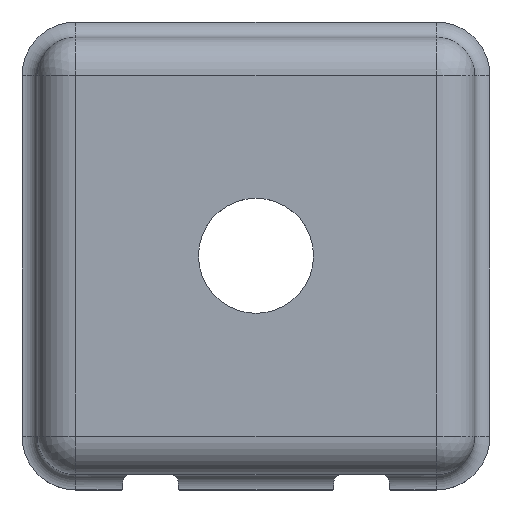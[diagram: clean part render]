
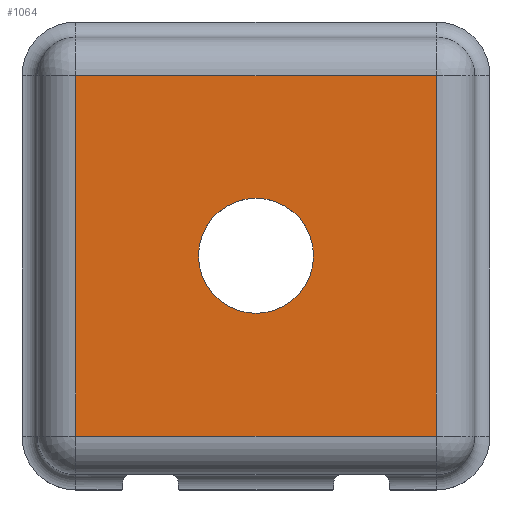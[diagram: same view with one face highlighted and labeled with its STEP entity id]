
A CAD part, top view. The second image highlights one B-rep face of the part: STEP entity #1064.
In plain terms, the highlighted face is planar.
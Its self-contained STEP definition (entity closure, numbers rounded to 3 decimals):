
#52=PLANE('',#1206);
#110=LINE('',#2002,#182);
#111=LINE('',#2008,#183);
#112=LINE('',#2014,#184);
#113=LINE('',#2020,#185);
#182=VECTOR('',#1479,1000.);
#183=VECTOR('',#1488,1000.);
#184=VECTOR('',#1497,1000.);
#185=VECTOR('',#1506,1000.);
#260=CIRCLE('',#1207,0.381);
#490=ORIENTED_EDGE('',*,*,#694,.F.);
#491=ORIENTED_EDGE('',*,*,#703,.F.);
#492=ORIENTED_EDGE('',*,*,#700,.F.);
#493=ORIENTED_EDGE('',*,*,#697,.F.);
#494=ORIENTED_EDGE('',*,*,#704,.T.);
#694=EDGE_CURVE('',#806,#807,#110,.T.);
#697=EDGE_CURVE('',#807,#808,#111,.T.);
#700=EDGE_CURVE('',#808,#809,#112,.T.);
#703=EDGE_CURVE('',#809,#806,#113,.T.);
#704=EDGE_CURVE('',#810,#810,#260,.T.);
#806=VERTEX_POINT('',#1999);
#807=VERTEX_POINT('',#2003);
#808=VERTEX_POINT('',#2009);
#809=VERTEX_POINT('',#2015);
#810=VERTEX_POINT('',#2023);
#881=EDGE_LOOP('',(#490,#491,#492,#493));
#882=EDGE_LOOP('',(#494));
#955=FACE_BOUND('',#881,.T.);
#956=FACE_BOUND('',#882,.T.);
#1064=ADVANCED_FACE('',(#955,#956),#52,.T.);
#1206=AXIS2_PLACEMENT_3D('',#2021,#1507,#1508);
#1207=AXIS2_PLACEMENT_3D('',#2022,#1509,#1510);
#1479=DIRECTION('',(0.,0.,-1.));
#1488=DIRECTION('',(1.,0.,0.));
#1497=DIRECTION('',(0.,0.,1.));
#1506=DIRECTION('',(-1.,0.,0.));
#1507=DIRECTION('',(0.,1.,0.));
#1508=DIRECTION('',(0.,0.,1.));
#1509=DIRECTION('',(0.,-1.,0.));
#1510=DIRECTION('',(-1.,0.,0.));
#1999=CARTESIAN_POINT('',(-1.194,0.889,1.194));
#2002=CARTESIAN_POINT('',(-1.194,0.889,1.194));
#2003=CARTESIAN_POINT('',(-1.194,0.889,-1.194));
#2008=CARTESIAN_POINT('',(-1.194,0.889,-1.194));
#2009=CARTESIAN_POINT('',(1.194,0.889,-1.194));
#2014=CARTESIAN_POINT('',(1.194,0.889,-1.194));
#2015=CARTESIAN_POINT('',(1.194,0.889,1.194));
#2020=CARTESIAN_POINT('',(1.194,0.889,1.194));
#2021=CARTESIAN_POINT('',(0.,0.889,0.));
#2022=CARTESIAN_POINT('',(0.,0.889,0.));
#2023=CARTESIAN_POINT('',(-0.381,0.889,0.));
